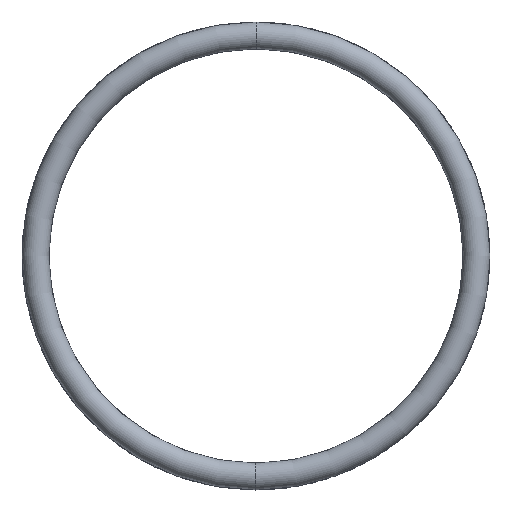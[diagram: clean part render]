
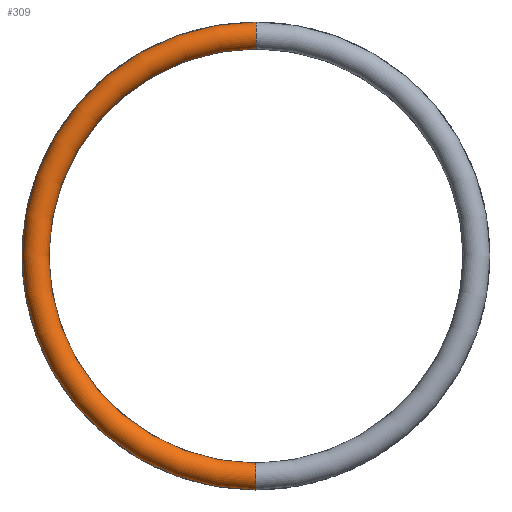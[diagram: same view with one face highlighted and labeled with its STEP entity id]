
A CAD part, front view. The second image highlights one B-rep face of the part: STEP entity #309.
In plain terms, the highlighted toroidal (fillet/blend) face has major radius 2.75 mm and minor radius 0.168 mm.
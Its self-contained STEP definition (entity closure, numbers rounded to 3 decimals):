
#27 = DIRECTION ( 'NONE',  ( 1., 0., 0. ) ) ;
#30 = DIRECTION ( 'NONE',  ( 0., 0., 1. ) ) ;
#97 = AXIS2_PLACEMENT_3D ( 'NONE', #1043, #148, #30 ) ;
#148 = DIRECTION ( 'NONE',  ( -1., 0., 0. ) ) ;
#167 = CARTESIAN_POINT ( 'NONE',  ( 0., 0., -2.582 ) ) ;
#190 = ORIENTED_EDGE ( 'NONE', *, *, #645, .T. ) ;
#256 = CARTESIAN_POINT ( 'NONE',  ( 0., 0., 0. ) ) ;
#260 = CIRCLE ( 'NONE', #1360, 2.582 ) ;
#308 = ORIENTED_EDGE ( 'NONE', *, *, #1016, .F. ) ;
#309 = ADVANCED_FACE ( 'NONE', ( #375 ), #934, .T. ) ;
#365 = DIRECTION ( 'NONE',  ( 0., -1., 0. ) ) ;
#375 = FACE_OUTER_BOUND ( 'NONE', #1589, .T. ) ;
#384 = CARTESIAN_POINT ( 'NONE',  ( 0., 0., 0. ) ) ;
#401 = DIRECTION ( 'NONE',  ( 0., -1., 0. ) ) ;
#585 = CIRCLE ( 'NONE', #97, 0.168 ) ;
#630 = AXIS2_PLACEMENT_3D ( 'NONE', #771, #27, #1050 ) ;
#645 = EDGE_CURVE ( 'NONE', #1348, #884, #984, .T. ) ;
#687 = ORIENTED_EDGE ( 'NONE', *, *, #718, .T. ) ;
#718 = EDGE_CURVE ( 'NONE', #884, #784, #585, .T. ) ;
#767 = ORIENTED_EDGE ( 'NONE', *, *, #844, .F. ) ;
#771 = CARTESIAN_POINT ( 'NONE',  ( 0., 0., 2.75 ) ) ;
#784 = VERTEX_POINT ( 'NONE', #167 ) ;
#824 = AXIS2_PLACEMENT_3D ( 'NONE', #384, #1514, #1396 ) ;
#833 = VERTEX_POINT ( 'NONE', #1295 ) ;
#844 = EDGE_CURVE ( 'NONE', #833, #784, #260, .T. ) ;
#884 = VERTEX_POINT ( 'NONE', #1544 ) ;
#934 = TOROIDAL_SURFACE ( 'NONE', #824, 2.75, 0.168 ) ;
#984 = CIRCLE ( 'NONE', #1385, 2.918 ) ;
#986 = CARTESIAN_POINT ( 'NONE',  ( 0., 0., 2.918 ) ) ;
#1016 = EDGE_CURVE ( 'NONE', #1348, #833, #1204, .T. ) ;
#1031 = CARTESIAN_POINT ( 'NONE',  ( 0., 0., 0. ) ) ;
#1043 = CARTESIAN_POINT ( 'NONE',  ( 0., 0., -2.75 ) ) ;
#1050 = DIRECTION ( 'NONE',  ( 0., 0., -1. ) ) ;
#1204 = CIRCLE ( 'NONE', #630, 0.168 ) ;
#1295 = CARTESIAN_POINT ( 'NONE',  ( 0., 0., 2.582 ) ) ;
#1348 = VERTEX_POINT ( 'NONE', #986 ) ;
#1360 = AXIS2_PLACEMENT_3D ( 'NONE', #1031, #401, #1554 ) ;
#1385 = AXIS2_PLACEMENT_3D ( 'NONE', #256, #365, #1389 ) ;
#1389 = DIRECTION ( 'NONE',  ( 0., 0., -1. ) ) ;
#1396 = DIRECTION ( 'NONE',  ( 0., 0., -1. ) ) ;
#1514 = DIRECTION ( 'NONE',  ( 0., -1., 0. ) ) ;
#1544 = CARTESIAN_POINT ( 'NONE',  ( 0., 0., -2.918 ) ) ;
#1554 = DIRECTION ( 'NONE',  ( 0., 0., -1. ) ) ;
#1589 = EDGE_LOOP ( 'NONE', ( #308, #190, #687, #767 ) ) ;
